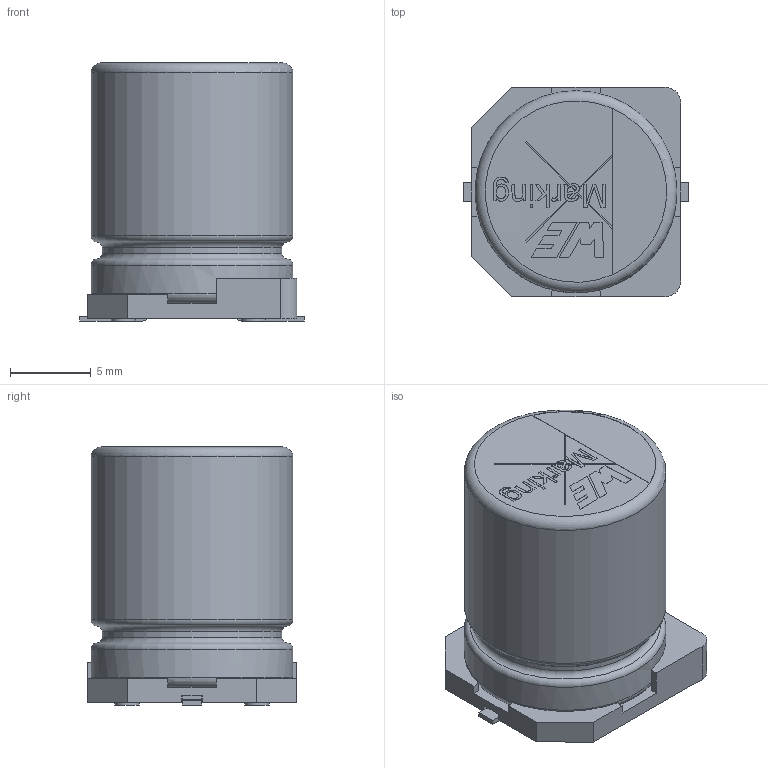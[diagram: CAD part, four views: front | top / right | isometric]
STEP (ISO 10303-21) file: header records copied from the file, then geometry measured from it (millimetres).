
FILE_DESCRIPTION(/* description */ ('Unknown'),/* implementation_level */ '2;1');
FILE_NAME(/* name */ 'CP_Wurth_WCAP-ASLU-D12.5L16',/* time_stamp */ '2025-10-08T11:31:09+08:00',/* author */ ('Unknown'),/* organization */ ('Unknown'),/* preprocessor_version */ 'ST-DEVELOPER v19.4',/* originating_system */ 'Solid Edge',/* authorisation */ 'Unknown');
FILE_SCHEMA (('AUTOMOTIVE_DESIGN {1 0 10303 214 3 1 1}'));
Length unit declared in the file: millimetre
Products named in the file (2): CP_Wurth_WCAP-ASLU-D12.5L16
Assembly tree (1 placements, depth 2):
  CP_Wurth_WCAP-ASLU-D12.5L16
    CP_Wurth_WCAP-ASLU-D12.5L16
Bounding box: 13.9 x 13 x 16 mm (x, y, z)
Volume: 1965.1 mm3; surface area: 1237.5 mm2
Topology: 1 solids, 1 shells, 253 faces, 680 edges, 447 vertices
Faces by surface type: plane 185, cylinder 41, bspline 20, torus 7
Full cylindrical faces by diameter (mm): 1.25 x2, 1.5 x4, 1.562 x1, 1.812 x1, 3.062 x1, 3.312 x1, 7.562 x1, 7.812 x1, 8.75 x1, 11.125 x1, 12.5 x2
Entity records: 9873 total; most frequent: CARTESIAN_POINT 2163, ORIENTED_EDGE 1292, DIRECTION 1049, EDGE_CURVE 646, VERTEX_POINT 437, LINE 369, VECTOR 369, AXIS2_PLACEMENT_3D 340
